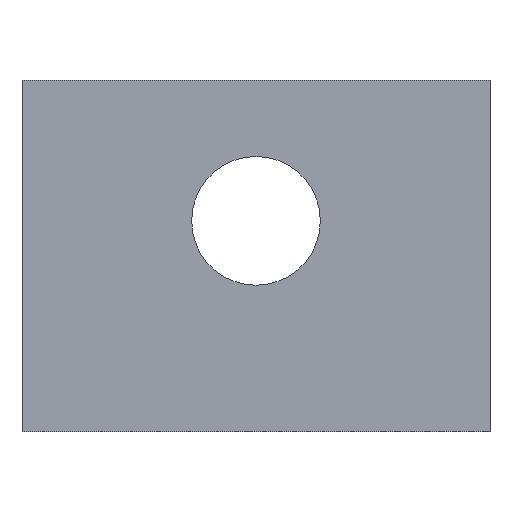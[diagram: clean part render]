
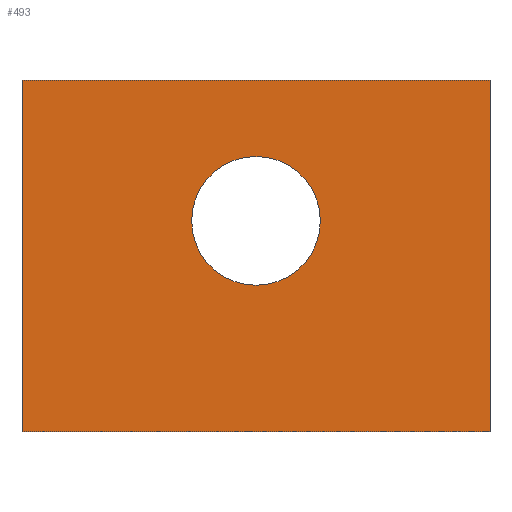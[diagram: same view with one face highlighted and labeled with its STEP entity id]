
A CAD part, front view. The second image highlights one B-rep face of the part: STEP entity #493.
In plain terms, the highlighted planar face has unit normal (0, -1, 0).
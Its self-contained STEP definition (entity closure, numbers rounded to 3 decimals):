
#17=FACE_BOUND('',#87,.T.);
#32=PLANE('',#555);
#58=FACE_OUTER_BOUND('',#86,.T.);
#86=EDGE_LOOP('',(#452,#453,#454,#455));
#87=EDGE_LOOP('',(#456));
#119=LINE('',#804,#166);
#130=LINE('',#834,#177);
#132=LINE('',#838,#179);
#134=LINE('',#841,#181);
#166=VECTOR('',#653,10.);
#177=VECTOR('',#690,10.);
#179=VECTOR('',#694,10.);
#181=VECTOR('',#698,10.);
#188=CIRCLE('',#521,2.75);
#220=VERTEX_POINT('',#745);
#241=VERTEX_POINT('',#801);
#242=VERTEX_POINT('',#803);
#248=VERTEX_POINT('',#833);
#249=VERTEX_POINT('',#837);
#270=EDGE_CURVE('',#220,#220,#188,.T.);
#299=EDGE_CURVE('',#242,#241,#119,.T.);
#314=EDGE_CURVE('',#248,#242,#130,.T.);
#316=EDGE_CURVE('',#249,#248,#132,.T.);
#318=EDGE_CURVE('',#241,#249,#134,.T.);
#452=ORIENTED_EDGE('',*,*,#299,.T.);
#453=ORIENTED_EDGE('',*,*,#318,.T.);
#454=ORIENTED_EDGE('',*,*,#316,.T.);
#455=ORIENTED_EDGE('',*,*,#314,.T.);
#456=ORIENTED_EDGE('',*,*,#270,.T.);
#493=ADVANCED_FACE('',(#58,#17),#32,.F.);
#521=AXIS2_PLACEMENT_3D('',#746,#598,#599);
#555=AXIS2_PLACEMENT_3D('',#842,#699,#700);
#598=DIRECTION('center_axis',(0.,1.,0.));
#599=DIRECTION('ref_axis',(1.,0.,0.));
#653=DIRECTION('',(0.,0.,-1.));
#690=DIRECTION('',(-1.,0.,0.));
#694=DIRECTION('',(0.,0.,1.));
#698=DIRECTION('',(1.,0.,0.));
#699=DIRECTION('center_axis',(0.,1.,0.));
#700=DIRECTION('ref_axis',(1.,0.,0.));
#745=CARTESIAN_POINT('',(7.25,0.,9.));
#746=CARTESIAN_POINT('Origin',(10.,0.,9.));
#801=CARTESIAN_POINT('',(0.,0.,0.));
#803=CARTESIAN_POINT('',(0.,0.,15.));
#804=CARTESIAN_POINT('',(0.,0.,15.));
#833=CARTESIAN_POINT('',(20.,0.,15.));
#834=CARTESIAN_POINT('',(20.,0.,15.));
#837=CARTESIAN_POINT('',(20.,0.,0.));
#838=CARTESIAN_POINT('',(20.,0.,0.));
#841=CARTESIAN_POINT('',(0.,0.,0.));
#842=CARTESIAN_POINT('Origin',(10.,0.,7.5));
